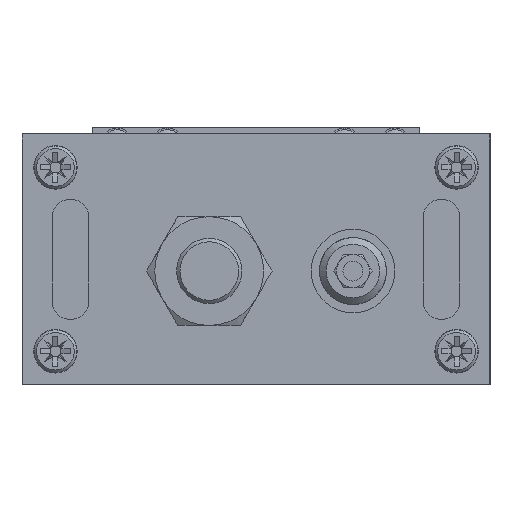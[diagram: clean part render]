
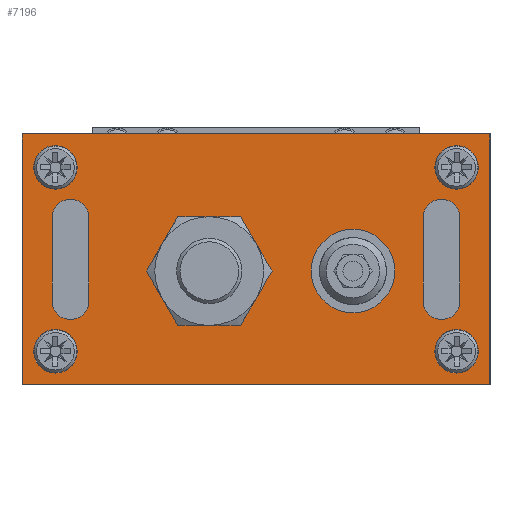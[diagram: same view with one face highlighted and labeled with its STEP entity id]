
A CAD part, left-side view. The second image highlights one B-rep face of the part: STEP entity #7196.
In plain terms, the highlighted planar face has unit normal (-1, 0, 0).
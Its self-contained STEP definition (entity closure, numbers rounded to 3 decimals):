
#7196=ADVANCED_FACE('',(#14954,#14955,#14956,#14957,#14958,#14959,#14960),#14961,.F.);
#14954=FACE_BOUND('',#23825,.T.);
#14955=FACE_BOUND('',#23826,.T.);
#14956=FACE_BOUND('',#23827,.T.);
#14957=FACE_BOUND('',#23828,.T.);
#14958=FACE_BOUND('',#23829,.T.);
#14959=FACE_BOUND('',#23830,.T.);
#14960=FACE_OUTER_BOUND('',#23831,.T.);
#14961=PLANE('',#23832);
#23825=EDGE_LOOP('',(#42077,#42078,#42079,#42080));
#23826=EDGE_LOOP('',(#42081,#42082,#42083,#42084));
#23827=EDGE_LOOP('',(#42085));
#23828=EDGE_LOOP('',(#42086));
#23829=EDGE_LOOP('',(#42087));
#23830=EDGE_LOOP('',(#42088));
#23831=EDGE_LOOP('',(#42089,#42090,#42091,#42092));
#23832=AXIS2_PLACEMENT_3D('',#42093,#42094,#42095);
#42077=ORIENTED_EDGE('',*,*,#55541,.F.);
#42078=ORIENTED_EDGE('',*,*,#61150,.F.);
#42079=ORIENTED_EDGE('',*,*,#61151,.F.);
#42080=ORIENTED_EDGE('',*,*,#55053,.F.);
#42081=ORIENTED_EDGE('',*,*,#59537,.F.);
#42082=ORIENTED_EDGE('',*,*,#61152,.F.);
#42083=ORIENTED_EDGE('',*,*,#57513,.F.);
#42084=ORIENTED_EDGE('',*,*,#57230,.F.);
#42085=ORIENTED_EDGE('',*,*,#61153,.F.);
#42086=ORIENTED_EDGE('',*,*,#61154,.F.);
#42087=ORIENTED_EDGE('',*,*,#61155,.F.);
#42088=ORIENTED_EDGE('',*,*,#56780,.F.);
#42089=ORIENTED_EDGE('',*,*,#57116,.F.);
#42090=ORIENTED_EDGE('',*,*,#61156,.F.);
#42091=ORIENTED_EDGE('',*,*,#54751,.T.);
#42092=ORIENTED_EDGE('',*,*,#57421,.T.);
#42093=CARTESIAN_POINT('',(-173.,-19.444,27.778));
#42094=DIRECTION('',(1.,0.,0.));
#42095=DIRECTION('',(0.,0.,1.));
#54751=EDGE_CURVE('',#65634,#65632,#65635,.T.);
#55053=EDGE_CURVE('',#66168,#66169,#66170,.T.);
#55541=EDGE_CURVE('',#67016,#66168,#67017,.T.);
#56780=EDGE_CURVE('',#69113,#69113,#69114,.T.);
#57116=EDGE_CURVE('',#69664,#69666,#69667,.T.);
#57230=EDGE_CURVE('',#69845,#69846,#69847,.T.);
#57421=EDGE_CURVE('',#65632,#69666,#70167,.T.);
#57513=EDGE_CURVE('',#69846,#70310,#70311,.T.);
#59537=EDGE_CURVE('',#73436,#69845,#73437,.T.);
#61150=EDGE_CURVE('',#75697,#67016,#75698,.T.);
#61151=EDGE_CURVE('',#66169,#75697,#75699,.T.);
#61152=EDGE_CURVE('',#70310,#73436,#75700,.T.);
#61153=EDGE_CURVE('',#75701,#75701,#75702,.T.);
#61154=EDGE_CURVE('',#75703,#75703,#75704,.T.);
#61155=EDGE_CURVE('',#75705,#75705,#75706,.T.);
#61156=EDGE_CURVE('',#65634,#69664,#75707,.T.);
#65632=VERTEX_POINT('',#81397);
#65634=VERTEX_POINT('',#81400);
#65635=LINE('',#81401,#81402);
#66168=VERTEX_POINT('',#82172);
#66169=VERTEX_POINT('',#82173);
#66170=LINE('',#82174,#82175);
#67016=VERTEX_POINT('',#83406);
#67017=CIRCLE('',#83407,5.5);
#69113=VERTEX_POINT('',#86526);
#69114=CIRCLE('',#86527,6.5);
#69664=VERTEX_POINT('',#87355);
#69666=VERTEX_POINT('',#87358);
#69667=LINE('',#87359,#87360);
#69845=VERTEX_POINT('',#87606);
#69846=VERTEX_POINT('',#87607);
#69847=LINE('',#87608,#87609);
#70167=LINE('',#88082,#88083);
#70310=VERTEX_POINT('',#88328);
#70311=CIRCLE('',#88329,5.5);
#73436=VERTEX_POINT('',#92946);
#73437=CIRCLE('',#92947,5.5);
#75697=VERTEX_POINT('',#96357);
#75698=LINE('',#96358,#96359);
#75699=CIRCLE('',#96360,5.5);
#75700=LINE('',#96361,#96362);
#75701=VERTEX_POINT('',#96363);
#75702=CIRCLE('',#96364,6.5);
#75703=VERTEX_POINT('',#96365);
#75704=CIRCLE('',#96366,6.5);
#75705=VERTEX_POINT('',#96367);
#75706=CIRCLE('',#96368,6.5);
#75707=LINE('',#96369,#96370);
#81397=CARTESIAN_POINT('',(-173.,120.556,27.778));
#81400=CARTESIAN_POINT('',(-173.,-19.444,27.778));
#81401=CARTESIAN_POINT('',(-173.,-19.444,27.778));
#81402=VECTOR('',#101715,1.);
#82172=CARTESIAN_POINT('',(-173.,100.556,-22.222));
#82173=CARTESIAN_POINT('',(-173.,100.556,2.778));
#82174=CARTESIAN_POINT('',(-173.,100.556,-22.222));
#82175=VECTOR('',#102022,1.);
#83406=CARTESIAN_POINT('',(-173.,111.556,-22.222));
#83407=AXIS2_PLACEMENT_3D('',#102506,#102507,#102508);
#86526=CARTESIAN_POINT('',(-173.,-2.944,17.778));
#86527=AXIS2_PLACEMENT_3D('',#103724,#103725,#103726);
#87355=CARTESIAN_POINT('',(-173.,-19.444,-47.222));
#87358=CARTESIAN_POINT('',(-173.,120.556,-47.222));
#87359=CARTESIAN_POINT('',(-173.,-19.444,-47.222));
#87360=VECTOR('',#104032,1.);
#87606=CARTESIAN_POINT('',(-173.,-10.444,-22.222));
#87607=CARTESIAN_POINT('',(-173.,-10.444,2.778));
#87608=CARTESIAN_POINT('',(-173.,-10.444,-22.222));
#87609=VECTOR('',#104149,1.);
#88082=CARTESIAN_POINT('',(-173.,120.556,27.778));
#88083=VECTOR('',#104340,1.);
#88328=CARTESIAN_POINT('',(-173.,0.556,2.778));
#88329=AXIS2_PLACEMENT_3D('',#104420,#104421,#104422);
#92946=CARTESIAN_POINT('',(-173.,0.556,-22.222));
#92947=AXIS2_PLACEMENT_3D('',#106379,#106380,#106381);
#96357=CARTESIAN_POINT('',(-173.,111.556,2.778));
#96358=CARTESIAN_POINT('',(-173.,111.556,2.778));
#96359=VECTOR('',#108059,1.);
#96360=AXIS2_PLACEMENT_3D('',#108060,#108061,#108062);
#96361=CARTESIAN_POINT('',(-173.,0.556,2.778));
#96362=VECTOR('',#108063,1.);
#96363=CARTESIAN_POINT('',(-173.,-2.944,-37.222));
#96364=AXIS2_PLACEMENT_3D('',#108064,#108065,#108066);
#96365=CARTESIAN_POINT('',(-173.,117.056,-37.222));
#96366=AXIS2_PLACEMENT_3D('',#108067,#108068,#108069);
#96367=CARTESIAN_POINT('',(-173.,117.056,17.778));
#96368=AXIS2_PLACEMENT_3D('',#108070,#108071,#108072);
#96369=CARTESIAN_POINT('',(-173.,-19.444,27.778));
#96370=VECTOR('',#108073,1.);
#101715=DIRECTION('',(0.,1.,0.));
#102022=DIRECTION('',(0.,0.,1.));
#102506=CARTESIAN_POINT('',(-173.,106.056,-22.222));
#102507=DIRECTION('',(-1.,0.,0.));
#102508=DIRECTION('',(0.,1.,0.));
#103724=CARTESIAN_POINT('',(-173.,-9.444,17.778));
#103725=DIRECTION('',(-1.,0.,0.));
#103726=DIRECTION('',(0.,1.,0.));
#104032=DIRECTION('',(0.,1.,0.));
#104149=DIRECTION('',(0.,0.,1.));
#104340=DIRECTION('',(0.,0.,-1.));
#104420=CARTESIAN_POINT('',(-173.,-4.944,2.778));
#104421=DIRECTION('',(-1.,0.,0.));
#104422=DIRECTION('',(0.,1.,0.));
#106379=CARTESIAN_POINT('',(-173.,-4.944,-22.222));
#106380=DIRECTION('',(-1.,0.,0.));
#106381=DIRECTION('',(0.,1.,0.));
#108059=DIRECTION('',(0.,0.,-1.));
#108060=CARTESIAN_POINT('',(-173.,106.056,2.778));
#108061=DIRECTION('',(-1.,0.,0.));
#108062=DIRECTION('',(0.,1.,0.));
#108063=DIRECTION('',(0.,0.,-1.));
#108064=CARTESIAN_POINT('',(-173.,-9.444,-37.222));
#108065=DIRECTION('',(-1.,0.,0.));
#108066=DIRECTION('',(0.,1.,0.));
#108067=CARTESIAN_POINT('',(-173.,110.556,-37.222));
#108068=DIRECTION('',(-1.,0.,0.));
#108069=DIRECTION('',(0.,1.,0.));
#108070=CARTESIAN_POINT('',(-173.,110.556,17.778));
#108071=DIRECTION('',(-1.,0.,0.));
#108072=DIRECTION('',(0.,1.,0.));
#108073=DIRECTION('',(0.,0.,-1.));
